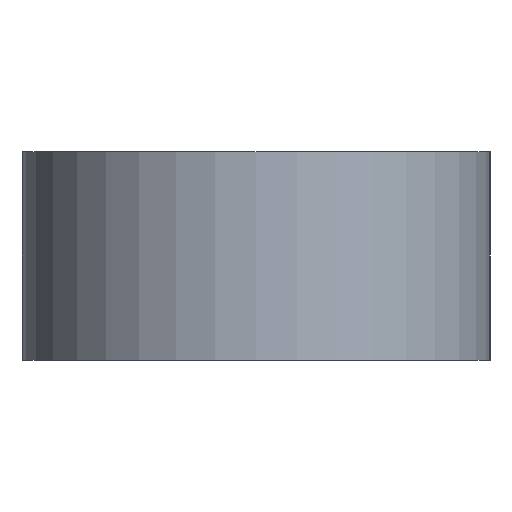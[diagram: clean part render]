
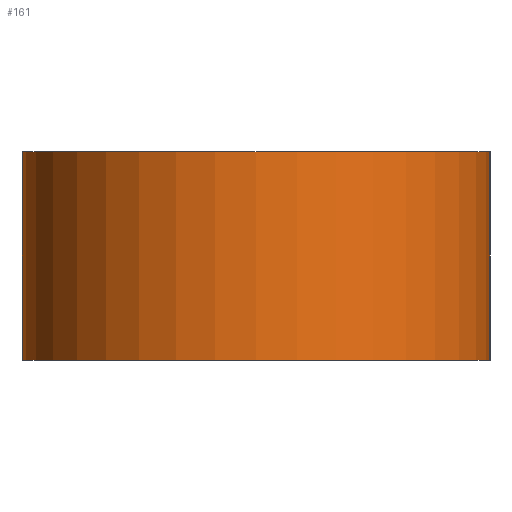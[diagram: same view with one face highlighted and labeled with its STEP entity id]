
A CAD part, left-side view. The second image highlights one B-rep face of the part: STEP entity #161.
In plain terms, the highlighted cylindrical face has radius 6.74 mm (diameter 13.48 mm), a partial arc.
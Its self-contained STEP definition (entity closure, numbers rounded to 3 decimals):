
#31 = LINE ( 'NONE', #1381, #1118 ) ;
#47 = DIRECTION ( 'NONE',  ( 0., 0., 1. ) ) ;
#118 = CARTESIAN_POINT ( 'NONE',  ( 0., 6.74, 3. ) ) ;
#161 = ADVANCED_FACE ( 'NONE', ( #741 ), #952, .T. ) ;
#163 = CARTESIAN_POINT ( 'NONE',  ( 0., -6.74, 3. ) ) ;
#174 = DIRECTION ( 'NONE',  ( 1., 0., 0. ) ) ;
#287 = EDGE_CURVE ( 'NONE', #1133, #1243, #938, .T. ) ;
#306 = ORIENTED_EDGE ( 'NONE', *, *, #1391, .F. ) ;
#343 = AXIS2_PLACEMENT_3D ( 'NONE', #372, #47, #1297 ) ;
#372 = CARTESIAN_POINT ( 'NONE',  ( 0., 0., 3. ) ) ;
#502 = DIRECTION ( 'NONE',  ( 0., 0., -1. ) ) ;
#508 = ORIENTED_EDGE ( 'NONE', *, *, #287, .T. ) ;
#554 = EDGE_LOOP ( 'NONE', ( #508, #1340, #1420, #306 ) ) ;
#580 = CARTESIAN_POINT ( 'NONE',  ( 0., -6.74, -3. ) ) ;
#627 = VECTOR ( 'NONE', #502, 1000. ) ;
#662 = EDGE_CURVE ( 'NONE', #1307, #1356, #918, .T. ) ;
#741 = FACE_OUTER_BOUND ( 'NONE', #554, .T. ) ;
#766 = CARTESIAN_POINT ( 'NONE',  ( 0., 0., 3. ) ) ;
#786 = DIRECTION ( 'NONE',  ( 1., 0., 0. ) ) ;
#791 = EDGE_CURVE ( 'NONE', #1243, #1307, #31, .T. ) ;
#798 = AXIS2_PLACEMENT_3D ( 'NONE', #1117, #1132, #786 ) ;
#918 = CIRCLE ( 'NONE', #798, 6.74 ) ;
#938 = CIRCLE ( 'NONE', #1479, 6.74 ) ;
#952 = CYLINDRICAL_SURFACE ( 'NONE', #343, 6.74 ) ;
#987 = DIRECTION ( 'NONE',  ( 0., 0., -1. ) ) ;
#1117 = CARTESIAN_POINT ( 'NONE',  ( 0., 0., -3. ) ) ;
#1118 = VECTOR ( 'NONE', #1392, 1000. ) ;
#1132 = DIRECTION ( 'NONE',  ( 0., 0., 1. ) ) ;
#1133 = VERTEX_POINT ( 'NONE', #1456 ) ;
#1243 = VERTEX_POINT ( 'NONE', #118 ) ;
#1297 = DIRECTION ( 'NONE',  ( 1., 0., 0. ) ) ;
#1307 = VERTEX_POINT ( 'NONE', #1378 ) ;
#1315 = LINE ( 'NONE', #163, #627 ) ;
#1340 = ORIENTED_EDGE ( 'NONE', *, *, #791, .T. ) ;
#1356 = VERTEX_POINT ( 'NONE', #580 ) ;
#1378 = CARTESIAN_POINT ( 'NONE',  ( 0., 6.74, -3. ) ) ;
#1381 = CARTESIAN_POINT ( 'NONE',  ( 0., 6.74, 3. ) ) ;
#1391 = EDGE_CURVE ( 'NONE', #1133, #1356, #1315, .T. ) ;
#1392 = DIRECTION ( 'NONE',  ( 0., 0., -1. ) ) ;
#1420 = ORIENTED_EDGE ( 'NONE', *, *, #662, .T. ) ;
#1456 = CARTESIAN_POINT ( 'NONE',  ( 0., -6.74, 3. ) ) ;
#1479 = AXIS2_PLACEMENT_3D ( 'NONE', #766, #987, #174 ) ;
